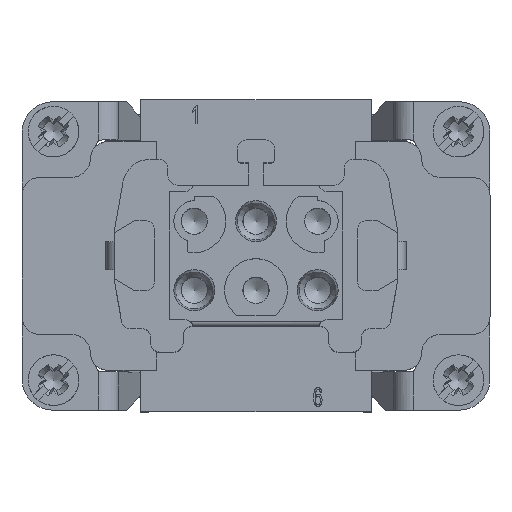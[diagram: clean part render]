
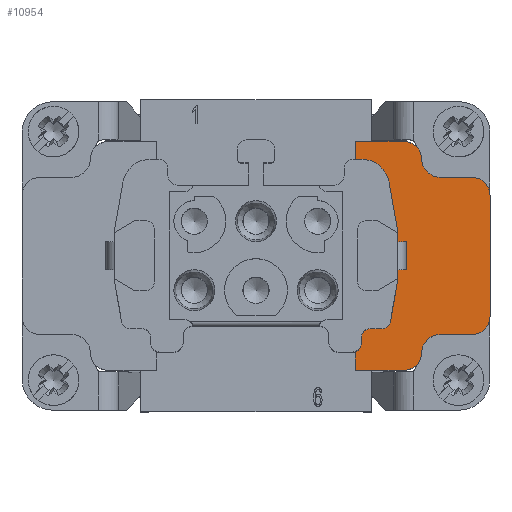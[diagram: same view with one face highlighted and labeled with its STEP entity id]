
A CAD part, top view. The second image highlights one B-rep face of the part: STEP entity #10954.
In plain terms, the highlighted planar face has unit normal (0, 0, 1).
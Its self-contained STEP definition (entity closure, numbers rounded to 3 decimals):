
#9641=FACE_OUTER_BOUND('',#14457,.T.);
#10954=ADVANCED_FACE('',(#9641),#12369,.T.);
#12369=PLANE('',#38433);
#13372=CIRCLE('',#38423,1.);
#13373=CIRCLE('',#38424,1.);
#13374=CIRCLE('',#38425,1.);
#13375=CIRCLE('',#38426,2.);
#13376=CIRCLE('',#38427,2.);
#13377=CIRCLE('',#38428,2.);
#13378=CIRCLE('',#38429,2.);
#13379=CIRCLE('',#38430,2.);
#13380=CIRCLE('',#38431,2.);
#13381=CIRCLE('',#38432,3.);
#14457=EDGE_LOOP('',(#17407,#17408,#17409,#17410,#17411,#17412,#17413,#17414,
#17415,#17416,#17417,#17418,#17419,#17420,#17421,#17422,#17423,#17424,#17425,
#17426,#17427,#17428,#17429,#17430,#17431,#17432,#17433));
#17407=ORIENTED_EDGE('',*,*,#27686,.F.);
#17408=ORIENTED_EDGE('',*,*,#27687,.F.);
#17409=ORIENTED_EDGE('',*,*,#27688,.F.);
#17410=ORIENTED_EDGE('',*,*,#27684,.T.);
#17411=ORIENTED_EDGE('',*,*,#27689,.T.);
#17412=ORIENTED_EDGE('',*,*,#27690,.F.);
#17413=ORIENTED_EDGE('',*,*,#27691,.T.);
#17414=ORIENTED_EDGE('',*,*,#27692,.T.);
#17415=ORIENTED_EDGE('',*,*,#27693,.T.);
#17416=ORIENTED_EDGE('',*,*,#27694,.F.);
#17417=ORIENTED_EDGE('',*,*,#27695,.T.);
#17418=ORIENTED_EDGE('',*,*,#27407,.T.);
#17419=ORIENTED_EDGE('',*,*,#27696,.T.);
#17420=ORIENTED_EDGE('',*,*,#27697,.F.);
#17421=ORIENTED_EDGE('',*,*,#27698,.F.);
#17422=ORIENTED_EDGE('',*,*,#27699,.F.);
#17423=ORIENTED_EDGE('',*,*,#27700,.T.);
#17424=ORIENTED_EDGE('',*,*,#27701,.F.);
#17425=ORIENTED_EDGE('',*,*,#27702,.F.);
#17426=ORIENTED_EDGE('',*,*,#27703,.F.);
#17427=ORIENTED_EDGE('',*,*,#27704,.F.);
#17428=ORIENTED_EDGE('',*,*,#27269,.F.);
#17429=ORIENTED_EDGE('',*,*,#27705,.T.);
#17430=ORIENTED_EDGE('',*,*,#27706,.T.);
#17431=ORIENTED_EDGE('',*,*,#27707,.F.);
#17432=ORIENTED_EDGE('',*,*,#27708,.T.);
#17433=ORIENTED_EDGE('',*,*,#27678,.T.);
#24529=VERTEX_POINT('',#48641);
#24530=VERTEX_POINT('',#48643);
#24631=VERTEX_POINT('',#48896);
#24636=VERTEX_POINT('',#48907);
#24826=VERTEX_POINT('',#49532);
#24827=VERTEX_POINT('',#49534);
#24830=VERTEX_POINT('',#49542);
#24831=VERTEX_POINT('',#49544);
#24832=VERTEX_POINT('',#49548);
#24833=VERTEX_POINT('',#49550);
#24834=VERTEX_POINT('',#49553);
#24835=VERTEX_POINT('',#49555);
#24836=VERTEX_POINT('',#49557);
#24837=VERTEX_POINT('',#49559);
#24838=VERTEX_POINT('',#49561);
#24839=VERTEX_POINT('',#49563);
#24840=VERTEX_POINT('',#49566);
#24841=VERTEX_POINT('',#49568);
#24842=VERTEX_POINT('',#49570);
#24843=VERTEX_POINT('',#49572);
#24844=VERTEX_POINT('',#49574);
#24845=VERTEX_POINT('',#49576);
#24846=VERTEX_POINT('',#49578);
#24847=VERTEX_POINT('',#49580);
#24848=VERTEX_POINT('',#49583);
#24849=VERTEX_POINT('',#49585);
#24850=VERTEX_POINT('',#49587);
#27269=EDGE_CURVE('',#24529,#24530,#31924,.T.);
#27407=EDGE_CURVE('',#24631,#24636,#32056,.T.);
#27678=EDGE_CURVE('',#24827,#24826,#32244,.T.);
#27684=EDGE_CURVE('',#24831,#24830,#32250,.T.);
#27686=EDGE_CURVE('',#24832,#24826,#32252,.T.);
#27687=EDGE_CURVE('',#24833,#24832,#32253,.T.);
#27688=EDGE_CURVE('',#24831,#24833,#32254,.T.);
#27689=EDGE_CURVE('',#24830,#24834,#32255,.T.);
#27690=EDGE_CURVE('',#24835,#24834,#13372,.T.);
#27691=EDGE_CURVE('',#24835,#24836,#32256,.T.);
#27692=EDGE_CURVE('',#24836,#24837,#13373,.T.);
#27693=EDGE_CURVE('',#24837,#24838,#32257,.T.);
#27694=EDGE_CURVE('',#24839,#24838,#13374,.T.);
#27695=EDGE_CURVE('',#24839,#24631,#32258,.T.);
#27696=EDGE_CURVE('',#24636,#24840,#13375,.T.);
#27697=EDGE_CURVE('',#24841,#24840,#13376,.T.);
#27698=EDGE_CURVE('',#24842,#24841,#32259,.T.);
#27699=EDGE_CURVE('',#24843,#24842,#13377,.T.);
#27700=EDGE_CURVE('',#24843,#24844,#32260,.T.);
#27701=EDGE_CURVE('',#24845,#24844,#13378,.T.);
#27702=EDGE_CURVE('',#24846,#24845,#32261,.T.);
#27703=EDGE_CURVE('',#24847,#24846,#13379,.T.);
#27704=EDGE_CURVE('',#24530,#24847,#13380,.T.);
#27705=EDGE_CURVE('',#24529,#24848,#32262,.T.);
#27706=EDGE_CURVE('',#24848,#24849,#32263,.T.);
#27707=EDGE_CURVE('',#24850,#24849,#13381,.T.);
#27708=EDGE_CURVE('',#24850,#24827,#32264,.T.);
#31924=LINE('',#48642,#34357);
#32056=LINE('',#48908,#34489);
#32244=LINE('',#49533,#34677);
#32250=LINE('',#49543,#34683);
#32252=LINE('',#49547,#34685);
#32253=LINE('',#49549,#34686);
#32254=LINE('',#49551,#34687);
#32255=LINE('',#49552,#34688);
#32256=LINE('',#49556,#34689);
#32257=LINE('',#49560,#34690);
#32258=LINE('',#49564,#34691);
#32259=LINE('',#49569,#34692);
#32260=LINE('',#49573,#34693);
#32261=LINE('',#49577,#34694);
#32262=LINE('',#49582,#34695);
#32263=LINE('',#49584,#34696);
#32264=LINE('',#49588,#34697);
#34357=VECTOR('',#40965,1.);
#34489=VECTOR('',#41151,1.);
#34677=VECTOR('',#41595,1.);
#34683=VECTOR('',#41601,1.);
#34685=VECTOR('',#41605,1.);
#34686=VECTOR('',#41606,1.);
#34687=VECTOR('',#41607,1.);
#34688=VECTOR('',#41608,1.);
#34689=VECTOR('',#41611,1.);
#34690=VECTOR('',#41614,1.);
#34691=VECTOR('',#41617,1.);
#34692=VECTOR('',#41622,1.);
#34693=VECTOR('',#41625,1.);
#34694=VECTOR('',#41628,1.);
#34695=VECTOR('',#41633,1.);
#34696=VECTOR('',#41634,1.);
#34697=VECTOR('',#41637,1.);
#38423=AXIS2_PLACEMENT_3D('',#49554,#41609,#41610);
#38424=AXIS2_PLACEMENT_3D('',#49558,#41612,#41613);
#38425=AXIS2_PLACEMENT_3D('',#49562,#41615,#41616);
#38426=AXIS2_PLACEMENT_3D('',#49565,#41618,#41619);
#38427=AXIS2_PLACEMENT_3D('',#49567,#41620,#41621);
#38428=AXIS2_PLACEMENT_3D('',#49571,#41623,#41624);
#38429=AXIS2_PLACEMENT_3D('',#49575,#41626,#41627);
#38430=AXIS2_PLACEMENT_3D('',#49579,#41629,#41630);
#38431=AXIS2_PLACEMENT_3D('',#49581,#41631,#41632);
#38432=AXIS2_PLACEMENT_3D('',#49586,#41635,#41636);
#38433=AXIS2_PLACEMENT_3D('',#49589,#41638,#41639);
#40965=DIRECTION('',(1.,0.,0.));
#41151=DIRECTION('',(1.,0.,0.));
#41595=DIRECTION('',(0.,-1.,0.));
#41601=DIRECTION('',(0.,-1.,0.));
#41605=DIRECTION('',(-1.,0.,0.));
#41606=DIRECTION('',(0.,1.,0.));
#41607=DIRECTION('',(1.,0.,0.));
#41608=DIRECTION('',(-0.174,-0.985,0.));
#41609=DIRECTION('',(0.,0.,1.));
#41610=DIRECTION('',(1.,0.,0.));
#41611=DIRECTION('',(-1.,0.,0.));
#41612=DIRECTION('',(0.,0.,1.));
#41613=DIRECTION('',(1.,0.,0.));
#41614=DIRECTION('',(0.,-1.,0.));
#41615=DIRECTION('',(0.,0.,1.));
#41616=DIRECTION('',(1.,0.,0.));
#41617=DIRECTION('',(0.,-1.,0.));
#41618=DIRECTION('',(0.,0.,1.));
#41619=DIRECTION('',(1.,0.,0.));
#41620=DIRECTION('',(0.,0.,1.));
#41621=DIRECTION('',(1.,0.,0.));
#41622=DIRECTION('',(-1.,0.,0.));
#41623=DIRECTION('',(0.,0.,-1.));
#41624=DIRECTION('',(1.,0.,0.));
#41625=DIRECTION('',(0.,1.,0.));
#41626=DIRECTION('',(0.,0.,-1.));
#41627=DIRECTION('',(1.,0.,0.));
#41628=DIRECTION('',(1.,0.,0.));
#41629=DIRECTION('',(0.,0.,1.));
#41630=DIRECTION('',(1.,0.,0.));
#41631=DIRECTION('',(0.,0.,-1.));
#41632=DIRECTION('',(1.,0.,0.));
#41633=DIRECTION('',(0.,-1.,0.));
#41634=DIRECTION('',(1.,0.,0.));
#41635=DIRECTION('',(0.,0.,1.));
#41636=DIRECTION('',(1.,0.,0.));
#41637=DIRECTION('',(0.174,-0.985,0.));
#41638=DIRECTION('',(0.,0.,1.));
#41639=DIRECTION('',(1.,0.,0.));
#48641=CARTESIAN_POINT('',(10.8,12.45,3.95));
#48642=CARTESIAN_POINT('',(0.,12.45,3.95));
#48643=CARTESIAN_POINT('',(16.001,12.45,3.95));
#48896=CARTESIAN_POINT('',(10.8,-12.45,3.95));
#48907=CARTESIAN_POINT('',(16.001,-12.45,3.95));
#48908=CARTESIAN_POINT('',(-10.8,-12.45,3.95));
#49532=CARTESIAN_POINT('',(15.425,1.5,3.95));
#49533=CARTESIAN_POINT('',(15.425,-2.5,3.95));
#49534=CARTESIAN_POINT('',(15.425,2.5,3.95));
#49542=CARTESIAN_POINT('',(15.425,-2.5,3.95));
#49543=CARTESIAN_POINT('',(15.425,-2.5,3.95));
#49544=CARTESIAN_POINT('',(15.425,-1.5,3.95));
#49547=CARTESIAN_POINT('',(0.,1.5,3.95));
#49548=CARTESIAN_POINT('',(16.3,1.5,3.95));
#49549=CARTESIAN_POINT('',(16.3,0.,3.95));
#49550=CARTESIAN_POINT('',(16.3,-1.5,3.95));
#49551=CARTESIAN_POINT('',(0.,-1.5,3.95));
#49552=CARTESIAN_POINT('',(14.468,-7.925,3.95));
#49553=CARTESIAN_POINT('',(14.614,-7.099,3.95));
#49554=CARTESIAN_POINT('',(13.629,-6.925,3.95));
#49555=CARTESIAN_POINT('',(13.629,-7.925,3.95));
#49556=CARTESIAN_POINT('',(11.45,-7.925,3.95));
#49557=CARTESIAN_POINT('',(12.45,-7.925,3.95));
#49558=CARTESIAN_POINT('',(12.45,-8.925,3.95));
#49559=CARTESIAN_POINT('',(11.45,-8.925,3.95));
#49560=CARTESIAN_POINT('',(11.45,-10.475,3.95));
#49561=CARTESIAN_POINT('',(11.45,-9.475,3.95));
#49562=CARTESIAN_POINT('',(10.45,-9.475,3.95));
#49563=CARTESIAN_POINT('',(10.8,-10.412,3.95));
#49564=CARTESIAN_POINT('',(10.8,12.45,3.95));
#49565=CARTESIAN_POINT('',(16.001,-10.45,3.95));
#49566=CARTESIAN_POINT('',(18.001,-10.5,3.95));
#49567=CARTESIAN_POINT('',(20.,-10.55,3.95));
#49568=CARTESIAN_POINT('',(20.,-8.55,3.95));
#49569=CARTESIAN_POINT('',(0.,-8.55,3.95));
#49570=CARTESIAN_POINT('',(23.425,-8.55,3.95));
#49571=CARTESIAN_POINT('',(23.425,-6.55,3.95));
#49572=CARTESIAN_POINT('',(25.425,-6.55,3.95));
#49573=CARTESIAN_POINT('',(25.425,-8.55,3.95));
#49574=CARTESIAN_POINT('',(25.425,6.55,3.95));
#49575=CARTESIAN_POINT('',(23.425,6.55,3.95));
#49576=CARTESIAN_POINT('',(23.425,8.55,3.95));
#49577=CARTESIAN_POINT('',(0.,8.55,3.95));
#49578=CARTESIAN_POINT('',(20.,8.55,3.95));
#49579=CARTESIAN_POINT('',(20.,10.55,3.95));
#49580=CARTESIAN_POINT('',(18.001,10.5,3.95));
#49581=CARTESIAN_POINT('',(16.001,10.45,3.95));
#49582=CARTESIAN_POINT('',(10.8,12.45,3.95));
#49583=CARTESIAN_POINT('',(10.8,10.475,3.95));
#49584=CARTESIAN_POINT('',(14.019,10.475,3.95));
#49585=CARTESIAN_POINT('',(11.501,10.475,3.95));
#49586=CARTESIAN_POINT('',(11.501,7.475,3.95));
#49587=CARTESIAN_POINT('',(14.456,7.996,3.95));
#49588=CARTESIAN_POINT('',(15.425,2.5,3.95));
#49589=CARTESIAN_POINT('',(0.,0.,3.95));
